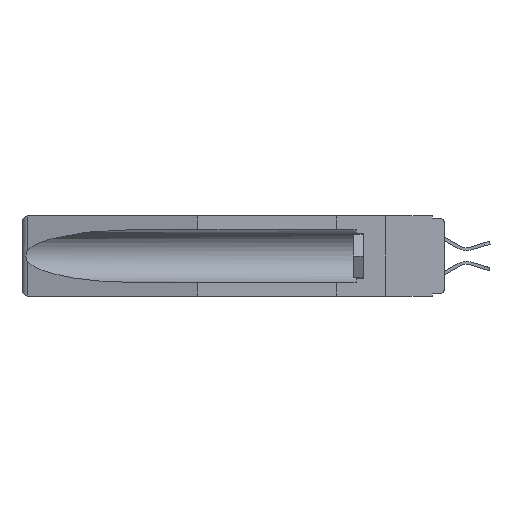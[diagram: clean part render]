
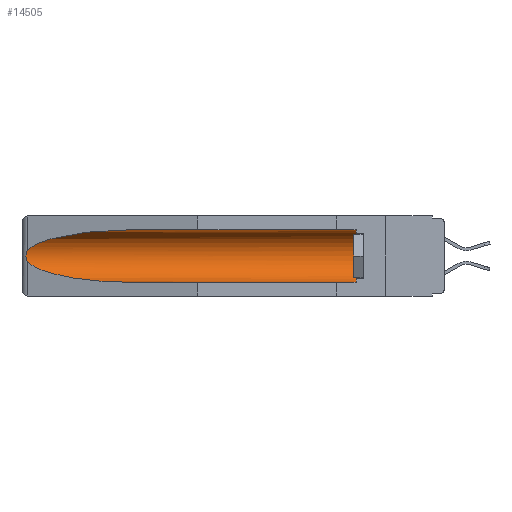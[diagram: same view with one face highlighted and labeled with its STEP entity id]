
A CAD part, left-side view. The second image highlights one B-rep face of the part: STEP entity #14505.
In plain terms, the highlighted cylindrical face has radius 2.857 mm (diameter 5.715 mm), a partial arc.
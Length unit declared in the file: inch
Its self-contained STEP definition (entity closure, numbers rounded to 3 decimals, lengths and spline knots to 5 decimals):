
#396 = LINE ( 'NONE', #25978, #23005 ) ;
#675 = CARTESIAN_POINT ( 'NONE',  ( 0.155, -0.30754, -0.1715 ) ) ;
#820 = CARTESIAN_POINT ( 'NONE',  ( 0.155, 1.07973, -0.059 ) ) ;
#1254 = CARTESIAN_POINT ( 'NONE',  ( 0.26597, 1.5296, -0.19026 ) ) ;
#1856 = VERTEX_POINT ( 'NONE', #22343 ) ;
#2039 = ORIENTED_EDGE ( 'NONE', *, *, #16233, .T. ) ;
#2982 = ORIENTED_EDGE ( 'NONE', *, *, #12849, .T. ) ;
#3092 = VERTEX_POINT ( 'NONE', #4802 ) ;
#3411 = DIRECTION ( 'NONE',  ( 0., -1., 0. ) ) ;
#3961 = EDGE_CURVE ( 'NONE', #16497, #3092, #22952, .T. ) ;
#4059 = EDGE_CURVE ( 'NONE', #3092, #24962, #18739, .T. ) ;
#4802 = CARTESIAN_POINT ( 'NONE',  ( 0.26537, 1.52718, -0.14972 ) ) ;
#4842 = CARTESIAN_POINT ( 'NONE',  ( 0.21114, 1.30732, -0.284 ) ) ;
#5727 = EDGE_LOOP ( 'NONE', ( #17198, #22241, #2982, #18986, #16976, #2039 ) ) ;
#5835 = VECTOR ( 'NONE', #26134, 39.37008 ) ;
#6057 = CARTESIAN_POINT ( 'NONE',  ( 0.26597, 1.52961, -0.15275 ) ) ;
#6095 = VERTEX_POINT ( 'NONE', #19655 ) ;
#6104 =( BOUNDED_CURVE ( )  B_SPLINE_CURVE ( 3, ( #20067, #22272, #4842, #13531 ),
 .UNSPECIFIED., .F., .T. ) 
 B_SPLINE_CURVE_WITH_KNOTS ( ( 4, 4 ),
 ( 0.1948, 1.5708 ),
 .UNSPECIFIED. ) 
 CURVE ( )  GEOMETRIC_REPRESENTATION_ITEM ( )  RATIONAL_B_SPLINE_CURVE ( ( 1., 0.848, 0.848, 1. ) ) 
 REPRESENTATION_ITEM ( '' )  );
#7371 = DIRECTION ( 'NONE',  ( 0., 1., 0. ) ) ;
#7868 = EDGE_CURVE ( 'NONE', #1856, #23272, #23203, .T. ) ;
#8282 = CARTESIAN_POINT ( 'NONE',  ( 0.155, 0.126, -0.059 ) ) ;
#8482 = AXIS2_PLACEMENT_3D ( 'NONE', #12360, #3411, #27734 ) ;
#9025 = FACE_OUTER_BOUND ( 'NONE', #5727, .T. ) ;
#9654 = DIRECTION ( 'NONE',  ( 0., 0., 1. ) ) ;
#11328 = CARTESIAN_POINT ( 'NONE',  ( 0.26537, 1.52718, -0.19328 ) ) ;
#12332 = CARTESIAN_POINT ( 'NONE',  ( 0.26654, 1.53092, -0.15636 ) ) ;
#12360 = CARTESIAN_POINT ( 'NONE',  ( 0.155, 0.126, -0.1715 ) ) ;
#12629 = CARTESIAN_POINT ( 'NONE',  ( 0.2673, 1.53269, -0.17917 ) ) ;
#12849 = EDGE_CURVE ( 'NONE', #24962, #6095, #6104, .T. ) ;
#13531 = CARTESIAN_POINT ( 'NONE',  ( 0.155, 1.07973, -0.284 ) ) ;
#13997 = CARTESIAN_POINT ( 'NONE',  ( 0.25451, 1.48313, -0.09465 ) ) ;
#14505 = ADVANCED_FACE ( 'NONE', ( #9025 ), #21030, .F. ) ;
#15017 = AXIS2_PLACEMENT_3D ( 'NONE', #675, #7371, #9654 ) ;
#15082 = DIRECTION ( 'NONE',  ( 0., 1., 0. ) ) ;
#15567 = EDGE_CURVE ( 'NONE', #1856, #6095, #396, .T. ) ;
#16109 = CARTESIAN_POINT ( 'NONE',  ( 0.155, 1.07973, -0.059 ) ) ;
#16233 = EDGE_CURVE ( 'NONE', #23272, #16497, #24024, .T. ) ;
#16497 = VERTEX_POINT ( 'NONE', #820 ) ;
#16577 = CARTESIAN_POINT ( 'NONE',  ( 0.26537, 1.52718, -0.19328 ) ) ;
#16976 = ORIENTED_EDGE ( 'NONE', *, *, #7868, .T. ) ;
#17072 = CARTESIAN_POINT ( 'NONE',  ( 0.155, -0.30754, -0.059 ) ) ;
#17198 = ORIENTED_EDGE ( 'NONE', *, *, #3961, .T. ) ;
#18739 = B_SPLINE_CURVE_WITH_KNOTS ( 'NONE', 3,
 ( #19181, #6057, #12332, #21393, #23583, #21092, #12629, #28009, #1254, #16577 ),
 .UNSPECIFIED., .F., .F.,
 ( 4, 2, 2, 2, 4 ),
 ( 0., 0.00029, 0.00058, 0.00087, 0.00117 ),
 .UNSPECIFIED. ) ;
#18986 = ORIENTED_EDGE ( 'NONE', *, *, #15567, .F. ) ;
#19181 = CARTESIAN_POINT ( 'NONE',  ( 0.26537, 1.52718, -0.14972 ) ) ;
#19655 = CARTESIAN_POINT ( 'NONE',  ( 0.155, 1.07973, -0.284 ) ) ;
#20067 = CARTESIAN_POINT ( 'NONE',  ( 0.26537, 1.52718, -0.19328 ) ) ;
#21030 = CYLINDRICAL_SURFACE ( 'NONE', #15017, 0.1125 ) ;
#21092 = CARTESIAN_POINT ( 'NONE',  ( 0.2675, 1.53308, -0.17534 ) ) ;
#21393 = CARTESIAN_POINT ( 'NONE',  ( 0.2673, 1.5327, -0.16383 ) ) ;
#22241 = ORIENTED_EDGE ( 'NONE', *, *, #4059, .T. ) ;
#22272 = CARTESIAN_POINT ( 'NONE',  ( 0.25451, 1.48313, -0.24835 ) ) ;
#22343 = CARTESIAN_POINT ( 'NONE',  ( 0.155, 0.126, -0.284 ) ) ;
#22952 =( BOUNDED_CURVE ( )  B_SPLINE_CURVE ( 3, ( #16109, #23099, #13997, #23188 ),
 .UNSPECIFIED., .F., .F. ) 
 B_SPLINE_CURVE_WITH_KNOTS ( ( 4, 4 ),
 ( 4.71239, 6.08839 ),
 .UNSPECIFIED. ) 
 CURVE ( )  GEOMETRIC_REPRESENTATION_ITEM ( )  RATIONAL_B_SPLINE_CURVE ( ( 1., 0.848, 0.848, 1. ) ) 
 REPRESENTATION_ITEM ( '' )  );
#23005 = VECTOR ( 'NONE', #15082, 39.37008 ) ;
#23099 = CARTESIAN_POINT ( 'NONE',  ( 0.21114, 1.30732, -0.059 ) ) ;
#23188 = CARTESIAN_POINT ( 'NONE',  ( 0.26537, 1.52718, -0.14972 ) ) ;
#23203 = CIRCLE ( 'NONE', #8482, 0.1125 ) ;
#23272 = VERTEX_POINT ( 'NONE', #8282 ) ;
#23583 = CARTESIAN_POINT ( 'NONE',  ( 0.2675, 1.53308, -0.16763 ) ) ;
#24024 = LINE ( 'NONE', #17072, #5835 ) ;
#24962 = VERTEX_POINT ( 'NONE', #11328 ) ;
#25978 = CARTESIAN_POINT ( 'NONE',  ( 0.155, -0.30754, -0.284 ) ) ;
#26134 = DIRECTION ( 'NONE',  ( 0., 1., 0. ) ) ;
#27734 = DIRECTION ( 'NONE',  ( 0., 0., 1. ) ) ;
#28009 = CARTESIAN_POINT ( 'NONE',  ( 0.26655, 1.53094, -0.18657 ) ) ;
